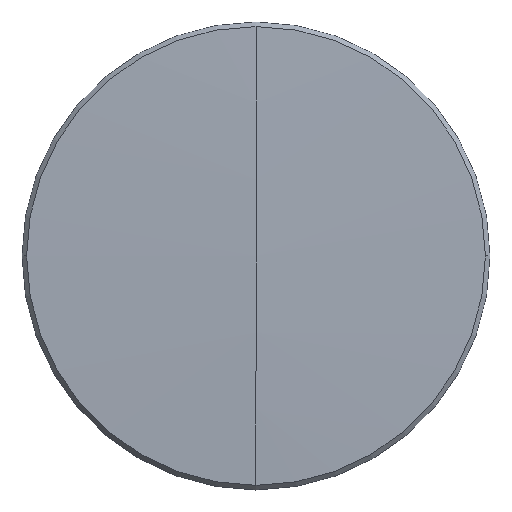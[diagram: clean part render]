
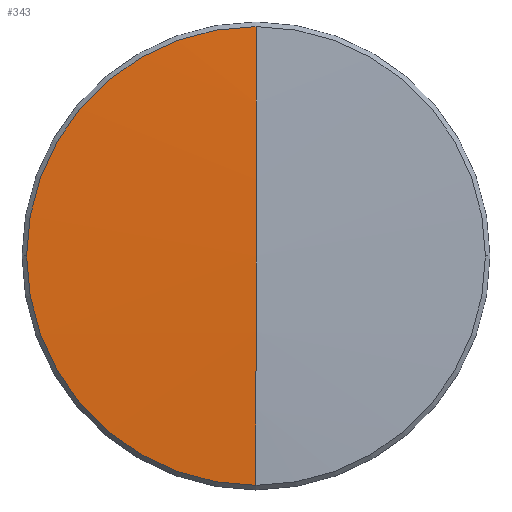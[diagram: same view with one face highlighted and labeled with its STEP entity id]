
A CAD part, top view. The second image highlights one B-rep face of the part: STEP entity #343.
In plain terms, the highlighted spherical face has radius 275.6 mm.
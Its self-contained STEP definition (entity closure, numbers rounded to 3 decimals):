
#7 = ORIENTED_EDGE ( 'NONE', *, *, #238, .F. ) ;
#9 = DIRECTION ( 'NONE',  ( 0., -1., 0. ) ) ;
#19 = DIRECTION ( 'NONE',  ( -1., 0., 0. ) ) ;
#20 = CARTESIAN_POINT ( 'NONE',  ( 0., -12.45, 1.019 ) ) ;
#32 = CARTESIAN_POINT ( 'NONE',  ( 0., 0., 1.019 ) ) ;
#39 = EDGE_CURVE ( 'NONE', #364, #275, #356, .T. ) ;
#51 = AXIS2_PLACEMENT_3D ( 'NONE', #136, #19, #9 ) ;
#72 = AXIS2_PLACEMENT_3D ( 'NONE', #88, #354, #205 ) ;
#88 = CARTESIAN_POINT ( 'NONE',  ( 0., 0., -274.3 ) ) ;
#92 = ORIENTED_EDGE ( 'NONE', *, *, #39, .T. ) ;
#117 = ORIENTED_EDGE ( 'NONE', *, *, #129, .T. ) ;
#118 = CIRCLE ( 'NONE', #300, 12.45 ) ;
#119 = DIRECTION ( 'NONE',  ( 0., 0., 1. ) ) ;
#129 = EDGE_CURVE ( 'NONE', #275, #199, #328, .T. ) ;
#130 = CARTESIAN_POINT ( 'NONE',  ( -12.45, 0., 1.019 ) ) ;
#136 = CARTESIAN_POINT ( 'NONE',  ( 0., 0., -274.3 ) ) ;
#183 = VERTEX_POINT ( 'NONE', #236 ) ;
#197 = DIRECTION ( 'NONE',  ( -1., 0., 0. ) ) ;
#199 = VERTEX_POINT ( 'NONE', #268 ) ;
#205 = DIRECTION ( 'NONE',  ( 0., 1., 0. ) ) ;
#215 = CIRCLE ( 'NONE', #259, 275.6 ) ;
#236 = CARTESIAN_POINT ( 'NONE',  ( 0., 12.45, 1.019 ) ) ;
#238 = EDGE_CURVE ( 'NONE', #183, #199, #215, .T. ) ;
#243 = CARTESIAN_POINT ( 'NONE',  ( 0., 0., -274.3 ) ) ;
#245 = DIRECTION ( 'NONE',  ( 0., 0., -1. ) ) ;
#259 = AXIS2_PLACEMENT_3D ( 'NONE', #243, #337, #245 ) ;
#267 = EDGE_CURVE ( 'NONE', #183, #364, #118, .T. ) ;
#268 = CARTESIAN_POINT ( 'NONE',  ( 0., 0., 1.3 ) ) ;
#272 = FACE_OUTER_BOUND ( 'NONE', #342, .T. ) ;
#274 = CARTESIAN_POINT ( 'NONE',  ( 0., 0., 1.019 ) ) ;
#275 = VERTEX_POINT ( 'NONE', #20 ) ;
#276 = SPHERICAL_SURFACE ( 'NONE', #72, 275.6 ) ;
#277 = AXIS2_PLACEMENT_3D ( 'NONE', #32, #299, #358 ) ;
#299 = DIRECTION ( 'NONE',  ( 0., 0., 1. ) ) ;
#300 = AXIS2_PLACEMENT_3D ( 'NONE', #274, #119, #197 ) ;
#307 = ORIENTED_EDGE ( 'NONE', *, *, #267, .T. ) ;
#328 = CIRCLE ( 'NONE', #51, 275.6 ) ;
#337 = DIRECTION ( 'NONE',  ( 1., 0., 0. ) ) ;
#342 = EDGE_LOOP ( 'NONE', ( #307, #92, #117, #7 ) ) ;
#343 = ADVANCED_FACE ( 'NONE', ( #272 ), #276, .T. ) ;
#354 = DIRECTION ( 'NONE',  ( -1., 0., 0. ) ) ;
#356 = CIRCLE ( 'NONE', #277, 12.45 ) ;
#358 = DIRECTION ( 'NONE',  ( -1., 0., 0. ) ) ;
#364 = VERTEX_POINT ( 'NONE', #130 ) ;
